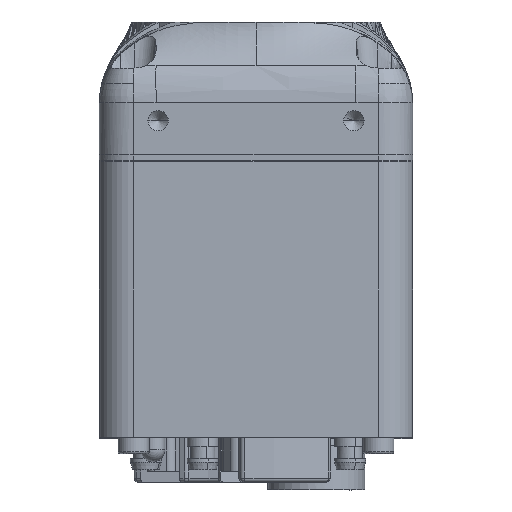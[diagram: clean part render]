
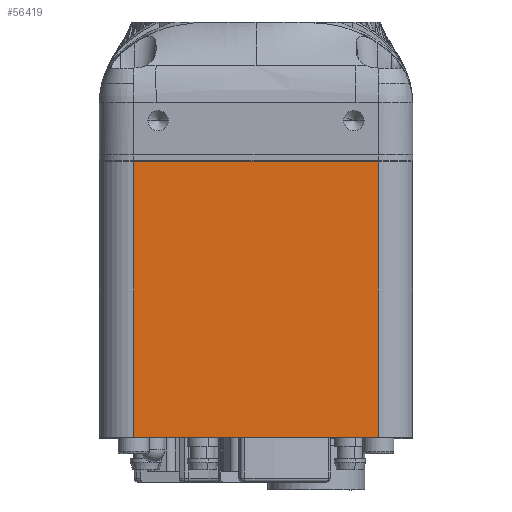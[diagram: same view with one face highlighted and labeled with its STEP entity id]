
A CAD part, front view. The second image highlights one B-rep face of the part: STEP entity #56419.
In plain terms, the highlighted planar face has unit normal (0, -1, 0).
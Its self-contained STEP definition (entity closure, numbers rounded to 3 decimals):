
#1989 = VERTEX_POINT ( 'NONE', #123420 ) ;
#7043 = DIRECTION ( 'NONE',  ( -1., 0., 0. ) ) ;
#8514 = EDGE_LOOP ( 'NONE', ( #88969, #111709, #101828, #88555 ) ) ;
#18967 = CARTESIAN_POINT ( 'NONE',  ( 6.221, -16.078, 3.096 ) ) ;
#19468 = AXIS2_PLACEMENT_3D ( 'NONE', #73602, #93105, #93728 ) ;
#29106 = EDGE_CURVE ( 'NONE', #98559, #43877, #112147, .T. ) ;
#42419 = CARTESIAN_POINT ( 'NONE',  ( -23.779, -16.078, 3.096 ) ) ;
#43877 = VERTEX_POINT ( 'NONE', #42419 ) ;
#44713 = DIRECTION ( 'NONE',  ( 0., 0., -1. ) ) ;
#51202 = LINE ( 'NONE', #99658, #66145 ) ;
#51677 = VECTOR ( 'NONE', #83798, 1000. ) ;
#52272 = FACE_OUTER_BOUND ( 'NONE', #8514, .T. ) ;
#52500 = CARTESIAN_POINT ( 'NONE',  ( -23.779, -16.078, 37.016 ) ) ;
#56419 = ADVANCED_FACE ( 'NONE', ( #52272 ), #78687, .T. ) ;
#66145 = VECTOR ( 'NONE', #44713, 1000. ) ;
#73519 = EDGE_CURVE ( 'NONE', #1989, #89670, #102694, .T. ) ;
#73602 = CARTESIAN_POINT ( 'NONE',  ( 6.221, -16.078, 37.016 ) ) ;
#78673 = EDGE_CURVE ( 'NONE', #43877, #89670, #115366, .T. ) ;
#78687 = PLANE ( 'NONE',  #19468 ) ;
#82461 = EDGE_CURVE ( 'NONE', #1989, #98559, #51202, .T. ) ;
#83798 = DIRECTION ( 'NONE',  ( -1., 0., 0. ) ) ;
#84568 = CARTESIAN_POINT ( 'NONE',  ( -23.779, -16.078, 3.096 ) ) ;
#88555 = ORIENTED_EDGE ( 'NONE', *, *, #73519, .T. ) ;
#88969 = ORIENTED_EDGE ( 'NONE', *, *, #78673, .F. ) ;
#89670 = VERTEX_POINT ( 'NONE', #52500 ) ;
#93105 = DIRECTION ( 'NONE',  ( 0., -1., 0. ) ) ;
#93728 = DIRECTION ( 'NONE',  ( 0., 0., -1. ) ) ;
#97257 = CARTESIAN_POINT ( 'NONE',  ( 6.221, -16.078, 3.096 ) ) ;
#98559 = VERTEX_POINT ( 'NONE', #97257 ) ;
#99658 = CARTESIAN_POINT ( 'NONE',  ( 6.221, -16.078, 37.016 ) ) ;
#101828 = ORIENTED_EDGE ( 'NONE', *, *, #82461, .F. ) ;
#102694 = LINE ( 'NONE', #120923, #51677 ) ;
#111709 = ORIENTED_EDGE ( 'NONE', *, *, #29106, .F. ) ;
#112147 = LINE ( 'NONE', #18967, #120095 ) ;
#114731 = DIRECTION ( 'NONE',  ( 0., 0., 1. ) ) ;
#115091 = VECTOR ( 'NONE', #114731, 1000. ) ;
#115366 = LINE ( 'NONE', #84568, #115091 ) ;
#120095 = VECTOR ( 'NONE', #7043, 1000. ) ;
#120923 = CARTESIAN_POINT ( 'NONE',  ( 6.221, -16.078, 37.016 ) ) ;
#123420 = CARTESIAN_POINT ( 'NONE',  ( 6.221, -16.078, 37.016 ) ) ;
